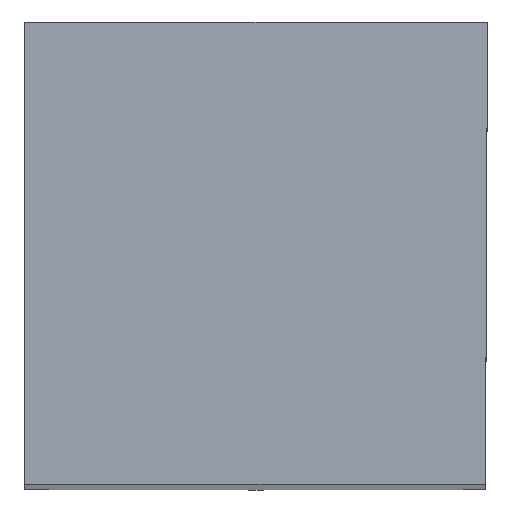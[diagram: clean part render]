
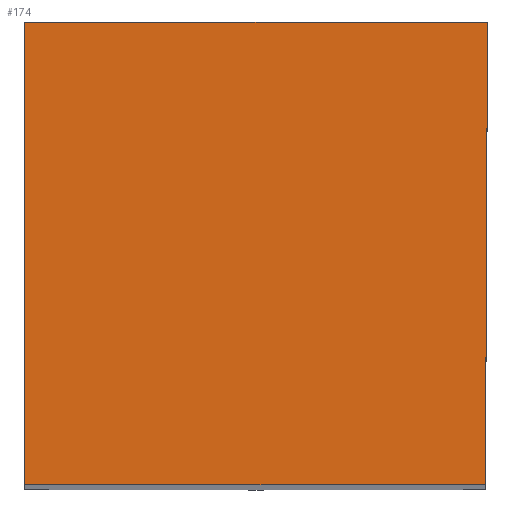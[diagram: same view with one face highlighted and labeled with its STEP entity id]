
A CAD part, top view. The second image highlights one B-rep face of the part: STEP entity #174.
In plain terms, the highlighted planar face has unit normal (0, 0, 1).
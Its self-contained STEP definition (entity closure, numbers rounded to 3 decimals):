
#135=FACE_OUTER_BOUND('',#397,.T.);
#174=ADVANCED_FACE('BLANK_BOXF006',(#135),#202,.F.);
#202=PLANE('',#928);
#229=LINE('',#1320,#292);
#234=LINE('',#1330,#297);
#240=LINE('',#1343,#303);
#264=LINE('',#1449,#327);
#292=VECTOR('',#1029,1.);
#297=VECTOR('',#1036,1.);
#303=VECTOR('',#1044,1.);
#327=VECTOR('',#1122,1.);
#397=EDGE_LOOP('',(#561,#562,#563,#564));
#561=ORIENTED_EDGE('',*,*,#716,.F.);
#562=ORIENTED_EDGE('',*,*,#758,.F.);
#563=ORIENTED_EDGE('',*,*,#710,.F.);
#564=ORIENTED_EDGE('',*,*,#705,.F.);
#629=VERTEX_POINT('',#1319);
#630=VERTEX_POINT('',#1321);
#634=VERTEX_POINT('',#1331);
#639=VERTEX_POINT('',#1342);
#705=EDGE_CURVE('',#629,#630,#229,.T.);
#710=EDGE_CURVE('',#630,#634,#234,.T.);
#716=EDGE_CURVE('',#639,#629,#240,.T.);
#758=EDGE_CURVE('',#634,#639,#264,.T.);
#928=AXIS2_PLACEMENT_3D('',#1464,#1138,#1139);
#1029=DIRECTION('',(1.,0.,0.));
#1036=DIRECTION('',(-0.004,-1.,0.));
#1044=DIRECTION('',(0.,1.,0.));
#1122=DIRECTION('',(-1.,0.,0.));
#1138=DIRECTION('',(0.,0.,-1.));
#1139=DIRECTION('',(-1.,0.,0.));
#1319=CARTESIAN_POINT('',(-15.875,15.875,0.));
#1320=CARTESIAN_POINT('',(-112.35,15.875,0.));
#1321=CARTESIAN_POINT('',(0.,15.875,0.));
#1330=CARTESIAN_POINT('',(0.421,112.349,0.));
#1331=CARTESIAN_POINT('',(-0.069,0.,0.));
#1342=CARTESIAN_POINT('',(-15.875,0.,0.));
#1343=CARTESIAN_POINT('',(-15.875,-112.35,0.));
#1449=CARTESIAN_POINT('',(112.35,0.,0.));
#1464=CARTESIAN_POINT('',(-20.875,-5.,0.));
